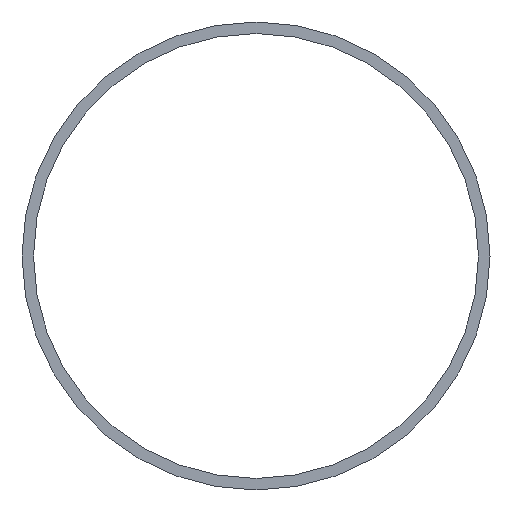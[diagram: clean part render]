
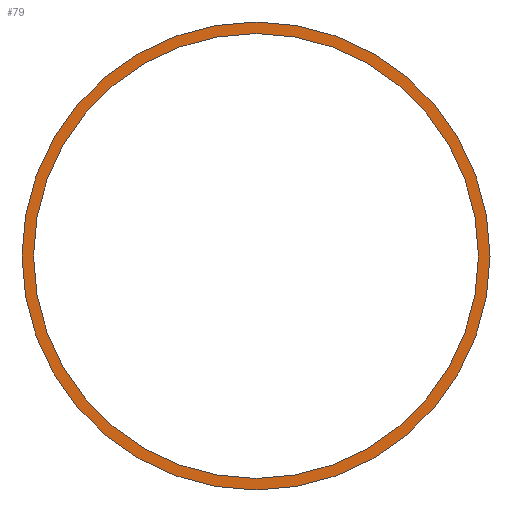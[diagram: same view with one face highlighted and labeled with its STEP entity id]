
A CAD part, left-side view. The second image highlights one B-rep face of the part: STEP entity #79.
In plain terms, the highlighted planar face has unit normal (-1, 0, 0).
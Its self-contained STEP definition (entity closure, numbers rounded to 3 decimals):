
#53 = VERTEX_POINT( '', #123 );
#55 = EDGE_CURVE( '', #93, #53, #125, .T. );
#57 = EDGE_CURVE( '', #85, #71, #127, .T. );
#61 = EDGE_CURVE( '', #71, #85, #131, .T. );
#71 = VERTEX_POINT( '', #141 );
#79 = ADVANCED_FACE( '', ( #149, #150 ), #151, .F. );
#85 = VERTEX_POINT( '', #157 );
#93 = VERTEX_POINT( '', #167 );
#97 = EDGE_CURVE( '', #53, #93, #172, .T. );
#123 = CARTESIAN_POINT( '', ( 0., 0., 133.1 ) );
#125 = CIRCLE( '', #195, 133.1 );
#127 = CIRCLE( '', #198, 140. );
#131 = CIRCLE( '', #203, 140. );
#141 = CARTESIAN_POINT( '', ( 0., 0., 140. ) );
#149 = FACE_OUTER_BOUND( '', #226, .T. );
#150 = FACE_BOUND( '', #227, .T. );
#151 = PLANE( '', #228 );
#157 = CARTESIAN_POINT( '', ( 0., 0., -140. ) );
#167 = CARTESIAN_POINT( '', ( 0., 0., -133.1 ) );
#172 = CIRCLE( '', #253, 133.1 );
#195 = AXIS2_PLACEMENT_3D( '', #269, #270, #271 );
#198 = AXIS2_PLACEMENT_3D( '', #272, #273, #274 );
#203 = AXIS2_PLACEMENT_3D( '', #275, #276, #277 );
#226 = EDGE_LOOP( '', ( #288, #289 ) );
#227 = EDGE_LOOP( '', ( #290, #291 ) );
#228 = AXIS2_PLACEMENT_3D( '', #292, #293, #294 );
#253 = AXIS2_PLACEMENT_3D( '', #323, #324, #325 );
#269 = CARTESIAN_POINT( '', ( 0., 0., 0. ) );
#270 = DIRECTION( '', ( 1., 0., 0. ) );
#271 = DIRECTION( '', ( 0., 0., -1. ) );
#272 = CARTESIAN_POINT( '', ( 0., 0., 0. ) );
#273 = DIRECTION( '', ( 1., 0., 0. ) );
#274 = DIRECTION( '', ( 0., 0., -1. ) );
#275 = CARTESIAN_POINT( '', ( 0., 0., 0. ) );
#276 = DIRECTION( '', ( 1., 0., 0. ) );
#277 = DIRECTION( '', ( 0., 0., -1. ) );
#288 = ORIENTED_EDGE( '', *, *, #57, .F. );
#289 = ORIENTED_EDGE( '', *, *, #61, .F. );
#290 = ORIENTED_EDGE( '', *, *, #55, .T. );
#291 = ORIENTED_EDGE( '', *, *, #97, .T. );
#292 = CARTESIAN_POINT( '', ( 0., 0., 0. ) );
#293 = DIRECTION( '', ( 1., 0., 0. ) );
#294 = DIRECTION( '', ( 0., 0., -1. ) );
#323 = CARTESIAN_POINT( '', ( 0., 0., 0. ) );
#324 = DIRECTION( '', ( 1., 0., 0. ) );
#325 = DIRECTION( '', ( 0., 0., -1. ) );
